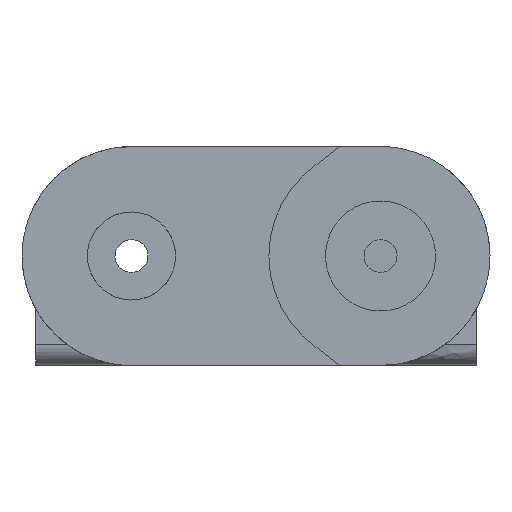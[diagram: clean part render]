
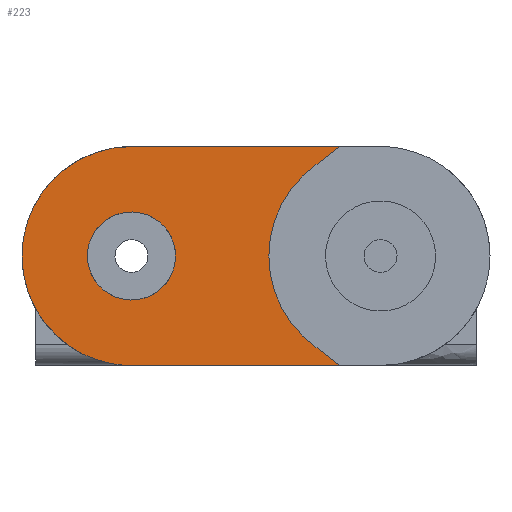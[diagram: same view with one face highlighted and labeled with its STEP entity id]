
A CAD part, front view. The second image highlights one B-rep face of the part: STEP entity #223.
In plain terms, the highlighted planar face has unit normal (0, -1, 0).
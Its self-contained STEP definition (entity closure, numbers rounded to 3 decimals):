
#73=FACE_BOUND('',#1156,.T.);
#223=ADVANCED_FACE('',(#681,#73),#7365,.T.);
#681=FACE_OUTER_BOUND('',#1155,.T.);
#1155=EDGE_LOOP('',(#2082,#2083,#2084,#2085,#2086,#2087,#2088));
#1156=EDGE_LOOP('',(#2089,#2090));
#2082=ORIENTED_EDGE('',*,*,#4305,.T.);
#2083=ORIENTED_EDGE('',*,*,#4303,.F.);
#2084=ORIENTED_EDGE('',*,*,#4327,.T.);
#2085=ORIENTED_EDGE('',*,*,#4323,.T.);
#2086=ORIENTED_EDGE('',*,*,#4328,.T.);
#2087=ORIENTED_EDGE('',*,*,#4306,.T.);
#2088=ORIENTED_EDGE('',*,*,#4339,.T.);
#2089=ORIENTED_EDGE('',*,*,#4320,.T.);
#2090=ORIENTED_EDGE('',*,*,#4400,.T.);
#4303=EDGE_CURVE('',#6683,#6684,#5385,.T.);
#4305=EDGE_CURVE('',#6685,#6684,#6061,.T.);
#4306=EDGE_CURVE('',#6688,#6689,#5387,.T.);
#4320=EDGE_CURVE('',#6691,#6690,#6074,.T.);
#4323=EDGE_CURVE('',#6686,#6687,#6077,.T.);
#4327=EDGE_CURVE('',#6683,#6686,#6081,.T.);
#4328=EDGE_CURVE('',#6687,#6688,#6082,.T.);
#4339=EDGE_CURVE('',#6689,#6685,#6089,.T.);
#4400=EDGE_CURVE('',#6690,#6691,#6098,.T.);
#5385=B_SPLINE_CURVE_WITH_KNOTS('',1,(#10469,#10470),.UNSPECIFIED.,.F.,
 .F.,(2,2),(-5.805,-2.),.UNSPECIFIED.);
#5387=B_SPLINE_CURVE_WITH_KNOTS('',1,(#10476,#10477),.UNSPECIFIED.,.F.,
 .F.,(2,2),(15.295,19.1),.UNSPECIFIED.);
#6061=(
BOUNDED_CURVE()
B_SPLINE_CURVE(2,(#10473,#10474,#10475),.UNSPECIFIED.,.F.,.F.)
B_SPLINE_CURVE_WITH_KNOTS((3,3),(0.,3.142),.UNSPECIFIED.)
CURVE()
GEOMETRIC_REPRESENTATION_ITEM()
RATIONAL_B_SPLINE_CURVE((1.,0.707,1.))
REPRESENTATION_ITEM('')
);
#6074=(
BOUNDED_CURVE()
B_SPLINE_CURVE(2,(#10515,#10516,#10517,#10518,#10519),.UNSPECIFIED.,.F.,
 .F.)
B_SPLINE_CURVE_WITH_KNOTS((3,2,3),(-2.529,-1.264,
0.),.UNSPECIFIED.)
CURVE()
GEOMETRIC_REPRESENTATION_ITEM()
RATIONAL_B_SPLINE_CURVE((1.,0.707,1.,0.707,1.))
REPRESENTATION_ITEM('')
);
#6077=(
BOUNDED_CURVE()
B_SPLINE_CURVE(2,(#10526,#10527,#10528,#10529,#10530),.UNSPECIFIED.,.F.,
 .F.)
B_SPLINE_CURVE_WITH_KNOTS((3,2,3),(27.459,29.406,31.354),
 .UNSPECIFIED.)
CURVE()
GEOMETRIC_REPRESENTATION_ITEM()
RATIONAL_B_SPLINE_CURVE((1.,0.888,1.,0.888,1.))
REPRESENTATION_ITEM('')
);
#6081=(
BOUNDED_CURVE()
B_SPLINE_CURVE(2,(#10538,#10539,#10540),.UNSPECIFIED.,.F.,.F.)
B_SPLINE_CURVE_WITH_KNOTS((3,3),(26.91,27.459),
 .UNSPECIFIED.)
CURVE()
GEOMETRIC_REPRESENTATION_ITEM()
RATIONAL_B_SPLINE_CURVE((1.,1.,1.))
REPRESENTATION_ITEM('')
);
#6082=(
BOUNDED_CURVE()
B_SPLINE_CURVE(2,(#10541,#10542,#10543),.UNSPECIFIED.,.F.,.F.)
B_SPLINE_CURVE_WITH_KNOTS((3,3),(14.175,14.724),
 .UNSPECIFIED.)
CURVE()
GEOMETRIC_REPRESENTATION_ITEM()
RATIONAL_B_SPLINE_CURVE((1.,1.,1.))
REPRESENTATION_ITEM('')
);
#6089=(
BOUNDED_CURVE()
B_SPLINE_CURVE(2,(#10570,#10571,#10572),.UNSPECIFIED.,.F.,.F.)
B_SPLINE_CURVE_WITH_KNOTS((3,3),(-3.142,0.),.UNSPECIFIED.)
CURVE()
GEOMETRIC_REPRESENTATION_ITEM()
RATIONAL_B_SPLINE_CURVE((1.,0.707,1.))
REPRESENTATION_ITEM('')
);
#6098=(
BOUNDED_CURVE()
B_SPLINE_CURVE(2,(#10706,#10707,#10708,#10709,#10710),.UNSPECIFIED.,.F.,
 .F.)
B_SPLINE_CURVE_WITH_KNOTS((3,2,3),(-5.058,-3.793,
-2.529),.UNSPECIFIED.)
CURVE()
GEOMETRIC_REPRESENTATION_ITEM()
RATIONAL_B_SPLINE_CURVE((1.,0.707,1.,0.707,1.))
REPRESENTATION_ITEM('')
);
#6683=VERTEX_POINT('',#9468);
#6684=VERTEX_POINT('',#9469);
#6685=VERTEX_POINT('',#9470);
#6686=VERTEX_POINT('',#9471);
#6687=VERTEX_POINT('',#9472);
#6688=VERTEX_POINT('',#9473);
#6689=VERTEX_POINT('',#9474);
#6690=VERTEX_POINT('',#9475);
#6691=VERTEX_POINT('',#9476);
#7365=PLANE('',#7843);
#7843=AXIS2_PLACEMENT_3D('',#8925,#8138,$);
#8138=DIRECTION('',(0.,-1.,0.));
#8925=CARTESIAN_POINT('',(-48.675,-101.741,24.12));
#9468=CARTESIAN_POINT('',(15.301,-101.741,-20.));
#9469=CARTESIAN_POINT('',(-22.75,-101.741,-20.));
#9470=CARTESIAN_POINT('',(-42.75,-101.741,0.));
#9471=CARTESIAN_POINT('',(10.959,-101.741,-16.648));
#9472=CARTESIAN_POINT('',(10.959,-101.741,16.648));
#9473=CARTESIAN_POINT('',(15.301,-101.741,20.));
#9474=CARTESIAN_POINT('',(-22.75,-101.741,20.));
#9475=CARTESIAN_POINT('',(-17.023,-101.741,-5.657));
#9476=CARTESIAN_POINT('',(-28.477,-101.741,5.657));
#10469=CARTESIAN_POINT('',(15.301,-101.741,-20.));
#10470=CARTESIAN_POINT('',(-22.75,-101.741,-20.));
#10473=CARTESIAN_POINT('',(-42.75,-101.741,0.));
#10474=CARTESIAN_POINT('',(-42.75,-101.741,-20.));
#10475=CARTESIAN_POINT('',(-22.75,-101.741,-20.));
#10476=CARTESIAN_POINT('',(15.301,-101.741,20.));
#10477=CARTESIAN_POINT('',(-22.75,-101.741,20.));
#10515=CARTESIAN_POINT('',(-28.477,-101.741,5.657));
#10516=CARTESIAN_POINT('',(-22.82,-101.741,11.384));
#10517=CARTESIAN_POINT('',(-17.093,-101.741,5.727));
#10518=CARTESIAN_POINT('',(-11.366,-101.741,0.07));
#10519=CARTESIAN_POINT('',(-17.023,-101.741,-5.657));
#10526=CARTESIAN_POINT('',(10.959,-101.741,-16.648));
#10527=CARTESIAN_POINT('',(2.35,-101.741,-10.55));
#10528=CARTESIAN_POINT('',(2.35,-101.741,0.));
#10529=CARTESIAN_POINT('',(2.35,-101.741,10.55));
#10530=CARTESIAN_POINT('',(10.959,-101.741,16.648));
#10538=CARTESIAN_POINT('',(15.301,-101.741,-20.));
#10539=CARTESIAN_POINT('',(13.13,-101.741,-18.324));
#10540=CARTESIAN_POINT('',(10.959,-101.741,-16.648));
#10541=CARTESIAN_POINT('',(10.959,-101.741,16.648));
#10542=CARTESIAN_POINT('',(13.13,-101.741,18.324));
#10543=CARTESIAN_POINT('',(15.301,-101.741,20.));
#10570=CARTESIAN_POINT('',(-22.75,-101.741,20.));
#10571=CARTESIAN_POINT('',(-42.75,-101.741,20.));
#10572=CARTESIAN_POINT('',(-42.75,-101.741,0.));
#10706=CARTESIAN_POINT('',(-17.023,-101.741,-5.657));
#10707=CARTESIAN_POINT('',(-22.68,-101.741,-11.384));
#10708=CARTESIAN_POINT('',(-28.407,-101.741,-5.727));
#10709=CARTESIAN_POINT('',(-34.134,-101.741,-0.07));
#10710=CARTESIAN_POINT('',(-28.477,-101.741,5.657));
